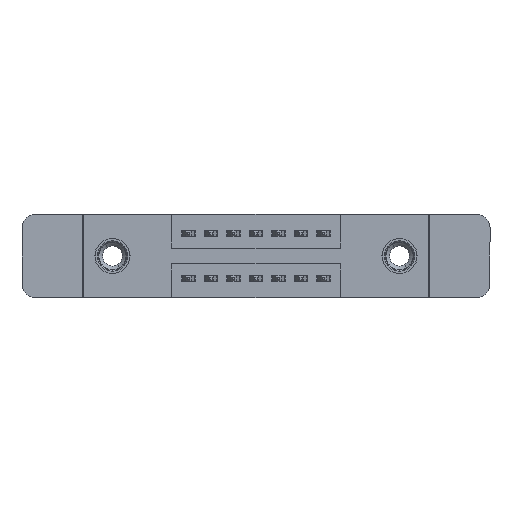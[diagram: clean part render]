
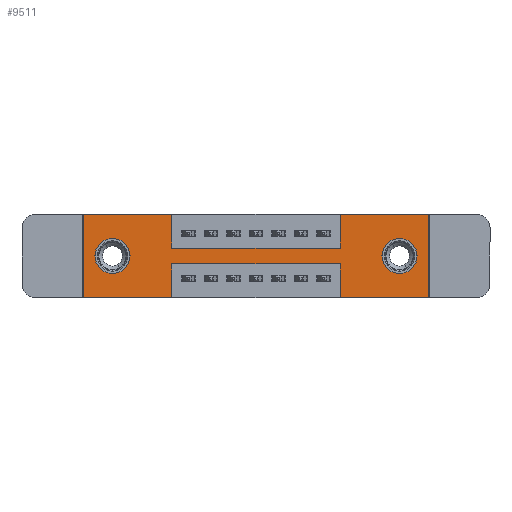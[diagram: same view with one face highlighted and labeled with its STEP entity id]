
A CAD part, front view. The second image highlights one B-rep face of the part: STEP entity #9511.
In plain terms, the highlighted planar face has unit normal (0, -1, 0).
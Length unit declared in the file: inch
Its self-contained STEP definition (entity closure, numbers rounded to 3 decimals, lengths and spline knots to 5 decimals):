
#42 = CIRCLE ( 'NONE', #454, 0.078 ) ;
#285 = ORIENTED_EDGE ( 'NONE', *, *, #9304, .T. ) ;
#344 = VECTOR ( 'NONE', #4987, 39.37008 ) ;
#454 = AXIS2_PLACEMENT_3D ( 'NONE', #5216, #3988, #8935 ) ;
#532 = DIRECTION ( 'NONE',  ( 0., 0., -1. ) ) ;
#539 = VECTOR ( 'NONE', #2211, 39.37008 ) ;
#638 = DIRECTION ( 'NONE',  ( 1., 0., 0. ) ) ;
#648 = CARTESIAN_POINT ( 'NONE',  ( 1.535, 0., 0. ) ) ;
#723 = VECTOR ( 'NONE', #5564, 39.37008 ) ;
#935 = CARTESIAN_POINT ( 'NONE',  ( 0., 0., -0.37 ) ) ;
#1057 = EDGE_CURVE ( 'NONE', #11580, #8829, #6985, .T. ) ;
#1159 = PLANE ( 'NONE',  #8048 ) ;
#1268 = VECTOR ( 'NONE', #7506, 39.37008 ) ;
#1325 = CARTESIAN_POINT ( 'NONE',  ( 0., 0., 0. ) ) ;
#1357 = EDGE_CURVE ( 'NONE', #7556, #11226, #7177, .T. ) ;
#1520 = LINE ( 'NONE', #2903, #4511 ) ;
#1648 = VERTEX_POINT ( 'NONE', #3151 ) ;
#1696 = DIRECTION ( 'NONE',  ( 0., 0., -1. ) ) ;
#1795 = CARTESIAN_POINT ( 'NONE',  ( 1.1425, 0., 0. ) ) ;
#1835 = CIRCLE ( 'NONE', #13663, 0.078 ) ;
#1944 = DIRECTION ( 'NONE',  ( 0., 0., 1. ) ) ;
#2211 = DIRECTION ( 'NONE',  ( 0., 0., -1. ) ) ;
#2309 = CARTESIAN_POINT ( 'NONE',  ( 0.3925, 0., -0.37 ) ) ;
#2314 = DIRECTION ( 'NONE',  ( 1., 0., 0. ) ) ;
#2316 = DIRECTION ( 'NONE',  ( 0., 1., 0. ) ) ;
#2396 = CARTESIAN_POINT ( 'NONE',  ( 1.1425, 0., -0.37 ) ) ;
#2404 = CARTESIAN_POINT ( 'NONE',  ( 0., 0., -0.37 ) ) ;
#2472 = DIRECTION ( 'NONE',  ( -1., 0., 0. ) ) ;
#2496 = ORIENTED_EDGE ( 'NONE', *, *, #11625, .T. ) ;
#2747 = EDGE_CURVE ( 'NONE', #5918, #4541, #12760, .T. ) ;
#2819 = CARTESIAN_POINT ( 'NONE',  ( 0., 0., 0. ) ) ;
#2903 = CARTESIAN_POINT ( 'NONE',  ( 0., 0., -0.37 ) ) ;
#3003 = VECTOR ( 'NONE', #2314, 39.37008 ) ;
#3127 = CARTESIAN_POINT ( 'NONE',  ( 0., 0., 0. ) ) ;
#3151 = CARTESIAN_POINT ( 'NONE',  ( 1.1425, 0., -0.15 ) ) ;
#3377 = CARTESIAN_POINT ( 'NONE',  ( 1.535, 0., 0. ) ) ;
#3391 = DIRECTION ( 'NONE',  ( 0., 0., 1. ) ) ;
#3444 = EDGE_CURVE ( 'NONE', #4009, #1648, #5820, .T. ) ;
#3483 = CARTESIAN_POINT ( 'NONE',  ( 1.1425, 0., -0.22 ) ) ;
#3543 = FACE_OUTER_BOUND ( 'NONE', #14298, .T. ) ;
#3768 = VECTOR ( 'NONE', #4013, 39.37008 ) ;
#3988 = DIRECTION ( 'NONE',  ( 0., 1., 0. ) ) ;
#4009 = VERTEX_POINT ( 'NONE', #9469 ) ;
#4013 = DIRECTION ( 'NONE',  ( -1., 0., 0. ) ) ;
#4511 = VECTOR ( 'NONE', #2472, 39.37008 ) ;
#4541 = VERTEX_POINT ( 'NONE', #7635 ) ;
#4987 = DIRECTION ( 'NONE',  ( 0., 0., 1. ) ) ;
#5018 = EDGE_CURVE ( 'NONE', #12238, #8557, #7781, .T. ) ;
#5216 = CARTESIAN_POINT ( 'NONE',  ( 0.13, 0., -0.185 ) ) ;
#5426 = VERTEX_POINT ( 'NONE', #7676 ) ;
#5442 = ORIENTED_EDGE ( 'NONE', *, *, #10943, .F. ) ;
#5494 = ORIENTED_EDGE ( 'NONE', *, *, #1357, .F. ) ;
#5564 = DIRECTION ( 'NONE',  ( -1., 0., 0. ) ) ;
#5677 = VECTOR ( 'NONE', #532, 39.37008 ) ;
#5820 = LINE ( 'NONE', #14840, #12153 ) ;
#5897 = LINE ( 'NONE', #14636, #1268 ) ;
#5910 = LINE ( 'NONE', #8577, #344 ) ;
#5918 = VERTEX_POINT ( 'NONE', #12599 ) ;
#6172 = AXIS2_PLACEMENT_3D ( 'NONE', #14762, #12537, #1696 ) ;
#6330 = VERTEX_POINT ( 'NONE', #1795 ) ;
#6724 = CARTESIAN_POINT ( 'NONE',  ( 0., 0., -0.37 ) ) ;
#6737 = LINE ( 'NONE', #14224, #3003 ) ;
#6912 = EDGE_CURVE ( 'NONE', #13548, #14765, #12976, .T. ) ;
#6985 = LINE ( 'NONE', #13981, #15390 ) ;
#7087 = FACE_BOUND ( 'NONE', #15171, .T. ) ;
#7177 = LINE ( 'NONE', #648, #5677 ) ;
#7383 = DIRECTION ( 'NONE',  ( 0., 0., -1. ) ) ;
#7493 = CARTESIAN_POINT ( 'NONE',  ( 1.535, 0., -0.37 ) ) ;
#7506 = DIRECTION ( 'NONE',  ( 0., 0., -1. ) ) ;
#7556 = VERTEX_POINT ( 'NONE', #3377 ) ;
#7635 = CARTESIAN_POINT ( 'NONE',  ( 0.13, 0., -0.263 ) ) ;
#7676 = CARTESIAN_POINT ( 'NONE',  ( 0.3925, 0., 0. ) ) ;
#7781 = CIRCLE ( 'NONE', #6172, 0.078 ) ;
#7785 = ORIENTED_EDGE ( 'NONE', *, *, #1057, .F. ) ;
#8048 = AXIS2_PLACEMENT_3D ( 'NONE', #2404, #10741, #13382 ) ;
#8242 = VERTEX_POINT ( 'NONE', #8551 ) ;
#8385 = EDGE_CURVE ( 'NONE', #11226, #11580, #1520, .T. ) ;
#8551 = CARTESIAN_POINT ( 'NONE',  ( 0.3925, 0., -0.22 ) ) ;
#8557 = VERTEX_POINT ( 'NONE', #10999 ) ;
#8577 = CARTESIAN_POINT ( 'NONE',  ( 1.1425, 0., 0. ) ) ;
#8583 = EDGE_CURVE ( 'NONE', #13017, #13548, #13281, .T. ) ;
#8620 = EDGE_LOOP ( 'NONE', ( #10515, #285 ) ) ;
#8829 = VERTEX_POINT ( 'NONE', #3483 ) ;
#8893 = EDGE_CURVE ( 'NONE', #14765, #5426, #6737, .T. ) ;
#8935 = DIRECTION ( 'NONE',  ( 0., 0., 1. ) ) ;
#9260 = ORIENTED_EDGE ( 'NONE', *, *, #15029, .F. ) ;
#9304 = EDGE_CURVE ( 'NONE', #4541, #5918, #42, .T. ) ;
#9326 = CARTESIAN_POINT ( 'NONE',  ( 0.13, 0., -0.185 ) ) ;
#9419 = VECTOR ( 'NONE', #1944, 39.37008 ) ;
#9469 = CARTESIAN_POINT ( 'NONE',  ( 0.3925, 0., -0.15 ) ) ;
#9511 = ADVANCED_FACE ( 'NONE', ( #7087, #10638, #3543 ), #1159, .T. ) ;
#9670 = CARTESIAN_POINT ( 'NONE',  ( 1.405, 0., -0.185 ) ) ;
#9833 = ORIENTED_EDGE ( 'NONE', *, *, #6912, .F. ) ;
#10515 = ORIENTED_EDGE ( 'NONE', *, *, #2747, .T. ) ;
#10539 = DIRECTION ( 'NONE',  ( 0., 0., 1. ) ) ;
#10638 = FACE_BOUND ( 'NONE', #8620, .T. ) ;
#10741 = DIRECTION ( 'NONE',  ( 0., -1., 0. ) ) ;
#10943 = EDGE_CURVE ( 'NONE', #1648, #6330, #5910, .T. ) ;
#10944 = LINE ( 'NONE', #15164, #723 ) ;
#10999 = CARTESIAN_POINT ( 'NONE',  ( 1.405, 0., -0.263 ) ) ;
#11226 = VERTEX_POINT ( 'NONE', #7493 ) ;
#11515 = EDGE_CURVE ( 'NONE', #8829, #8242, #10944, .T. ) ;
#11580 = VERTEX_POINT ( 'NONE', #2396 ) ;
#11598 = ORIENTED_EDGE ( 'NONE', *, *, #13890, .F. ) ;
#11625 = EDGE_CURVE ( 'NONE', #8557, #12238, #1835, .T. ) ;
#11847 = DIRECTION ( 'NONE',  ( 1., 0., 0. ) ) ;
#11997 = ORIENTED_EDGE ( 'NONE', *, *, #11515, .F. ) ;
#12089 = CARTESIAN_POINT ( 'NONE',  ( 1.405, 0., -0.107 ) ) ;
#12153 = VECTOR ( 'NONE', #638, 39.37008 ) ;
#12238 = VERTEX_POINT ( 'NONE', #12089 ) ;
#12361 = ORIENTED_EDGE ( 'NONE', *, *, #8385, .F. ) ;
#12460 = LINE ( 'NONE', #2309, #539 ) ;
#12537 = DIRECTION ( 'NONE',  ( 0., 1., 0. ) ) ;
#12599 = CARTESIAN_POINT ( 'NONE',  ( 0.13, 0., -0.107 ) ) ;
#12601 = VECTOR ( 'NONE', #11847, 39.37008 ) ;
#12651 = AXIS2_PLACEMENT_3D ( 'NONE', #9326, #2316, #10539 ) ;
#12673 = CARTESIAN_POINT ( 'NONE',  ( 0.3925, 0., -0.37 ) ) ;
#12760 = CIRCLE ( 'NONE', #12651, 0.078 ) ;
#12976 = LINE ( 'NONE', #3127, #9419 ) ;
#13017 = VERTEX_POINT ( 'NONE', #12673 ) ;
#13106 = ORIENTED_EDGE ( 'NONE', *, *, #3444, .F. ) ;
#13154 = EDGE_CURVE ( 'NONE', #8242, #13017, #12460, .T. ) ;
#13281 = LINE ( 'NONE', #6724, #3768 ) ;
#13382 = DIRECTION ( 'NONE',  ( 0., 0., -1. ) ) ;
#13548 = VERTEX_POINT ( 'NONE', #935 ) ;
#13663 = AXIS2_PLACEMENT_3D ( 'NONE', #9670, #14461, #7383 ) ;
#13768 = ORIENTED_EDGE ( 'NONE', *, *, #5018, .T. ) ;
#13803 = ORIENTED_EDGE ( 'NONE', *, *, #8893, .F. ) ;
#13890 = EDGE_CURVE ( 'NONE', #5426, #4009, #5897, .T. ) ;
#13981 = CARTESIAN_POINT ( 'NONE',  ( 1.1425, 0., -0.37 ) ) ;
#14224 = CARTESIAN_POINT ( 'NONE',  ( 0., 0., 0. ) ) ;
#14298 = EDGE_LOOP ( 'NONE', ( #14351, #11997, #7785, #12361, #5494, #9260, #5442, #13106, #11598, #13803, #9833, #14990 ) ) ;
#14351 = ORIENTED_EDGE ( 'NONE', *, *, #13154, .F. ) ;
#14461 = DIRECTION ( 'NONE',  ( 0., 1., 0. ) ) ;
#14636 = CARTESIAN_POINT ( 'NONE',  ( 0.3925, 0., 0. ) ) ;
#14762 = CARTESIAN_POINT ( 'NONE',  ( 1.405, 0., -0.185 ) ) ;
#14765 = VERTEX_POINT ( 'NONE', #2819 ) ;
#14840 = CARTESIAN_POINT ( 'NONE',  ( 0.3925, 0., -0.15 ) ) ;
#14990 = ORIENTED_EDGE ( 'NONE', *, *, #8583, .F. ) ;
#15029 = EDGE_CURVE ( 'NONE', #6330, #7556, #15406, .T. ) ;
#15164 = CARTESIAN_POINT ( 'NONE',  ( 0.3925, 0., -0.22 ) ) ;
#15171 = EDGE_LOOP ( 'NONE', ( #13768, #2496 ) ) ;
#15390 = VECTOR ( 'NONE', #3391, 39.37008 ) ;
#15406 = LINE ( 'NONE', #1325, #12601 ) ;
